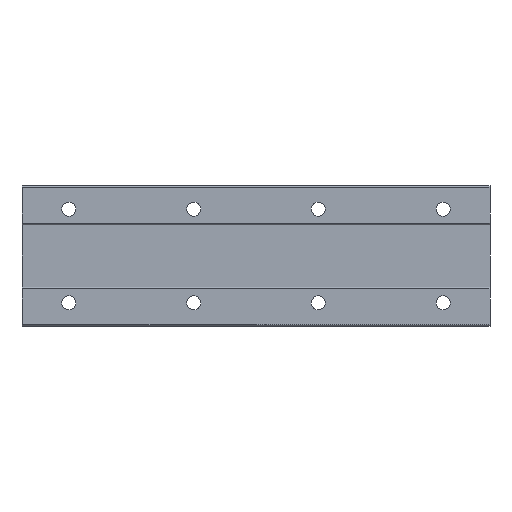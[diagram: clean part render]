
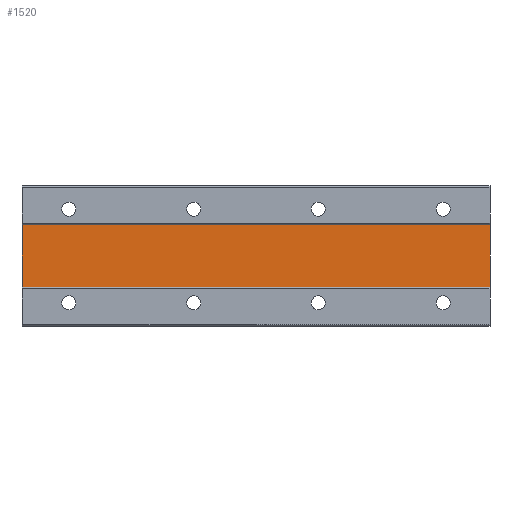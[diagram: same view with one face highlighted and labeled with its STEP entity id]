
A CAD part, front view. The second image highlights one B-rep face of the part: STEP entity #1520.
In plain terms, the highlighted planar face has unit normal (0, -1, 0).
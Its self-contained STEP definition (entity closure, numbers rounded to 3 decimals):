
#20 = DIRECTION ( 'NONE',  ( 0., 0., -1. ) ) ;
#127 = EDGE_CURVE ( 'NONE', #1190, #2200, #1899, .T. ) ;
#131 = LINE ( 'NONE', #2003, #777 ) ;
#186 = VECTOR ( 'NONE', #812, 1000. ) ;
#188 = CARTESIAN_POINT ( 'NONE',  ( 270., 1., -20. ) ) ;
#231 = CARTESIAN_POINT ( 'NONE',  ( -30., 1., 44.91 ) ) ;
#445 = VERTEX_POINT ( 'NONE', #896 ) ;
#580 = AXIS2_PLACEMENT_3D ( 'NONE', #612, #2286, #1900 ) ;
#612 = CARTESIAN_POINT ( 'NONE',  ( 270., 1., 20. ) ) ;
#777 = VECTOR ( 'NONE', #1809, 1000. ) ;
#812 = DIRECTION ( 'NONE',  ( 1., 0., 0. ) ) ;
#896 = CARTESIAN_POINT ( 'NONE',  ( 270., 1., 20. ) ) ;
#897 = VECTOR ( 'NONE', #20, 1000. ) ;
#1022 = DIRECTION ( 'NONE',  ( 0., 0., -1. ) ) ;
#1155 = EDGE_CURVE ( 'NONE', #1850, #2200, #131, .T. ) ;
#1190 = VERTEX_POINT ( 'NONE', #2381 ) ;
#1345 = LINE ( 'NONE', #2090, #186 ) ;
#1482 = VECTOR ( 'NONE', #1022, 1000. ) ;
#1509 = EDGE_CURVE ( 'NONE', #1190, #445, #1345, .T. ) ;
#1520 = ADVANCED_FACE ( 'NONE', ( #2271 ), #1522, .F. ) ;
#1522 = PLANE ( 'NONE',  #580 ) ;
#1691 = ORIENTED_EDGE ( 'NONE', *, *, #127, .T. ) ;
#1809 = DIRECTION ( 'NONE',  ( -1., 0., 0. ) ) ;
#1850 = VERTEX_POINT ( 'NONE', #188 ) ;
#1899 = LINE ( 'NONE', #231, #897 ) ;
#1900 = DIRECTION ( 'NONE',  ( 0., 0., 1. ) ) ;
#1918 = EDGE_LOOP ( 'NONE', ( #2367, #2195, #2043, #1691 ) ) ;
#1944 = LINE ( 'NONE', #1984, #1482 ) ;
#1984 = CARTESIAN_POINT ( 'NONE',  ( 270., 1., 44.91 ) ) ;
#2003 = CARTESIAN_POINT ( 'NONE',  ( 270., 1., -20. ) ) ;
#2043 = ORIENTED_EDGE ( 'NONE', *, *, #1509, .F. ) ;
#2084 = EDGE_CURVE ( 'NONE', #445, #1850, #1944, .T. ) ;
#2090 = CARTESIAN_POINT ( 'NONE',  ( 270., 1., 20. ) ) ;
#2195 = ORIENTED_EDGE ( 'NONE', *, *, #2084, .F. ) ;
#2200 = VERTEX_POINT ( 'NONE', #2307 ) ;
#2271 = FACE_OUTER_BOUND ( 'NONE', #1918, .T. ) ;
#2286 = DIRECTION ( 'NONE',  ( 0., 1., 0. ) ) ;
#2307 = CARTESIAN_POINT ( 'NONE',  ( -30., 1., -20. ) ) ;
#2367 = ORIENTED_EDGE ( 'NONE', *, *, #1155, .F. ) ;
#2381 = CARTESIAN_POINT ( 'NONE',  ( -30., 1., 20. ) ) ;
